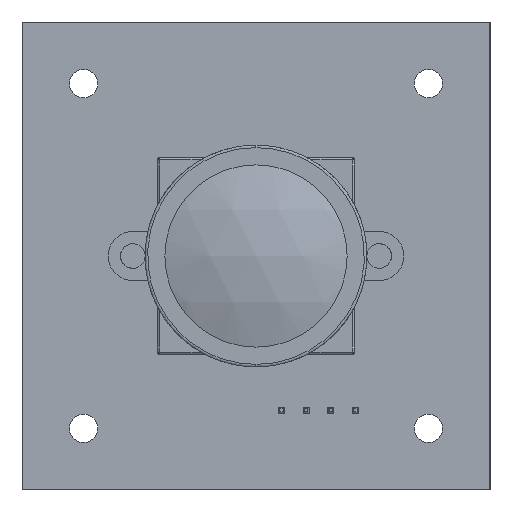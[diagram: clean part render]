
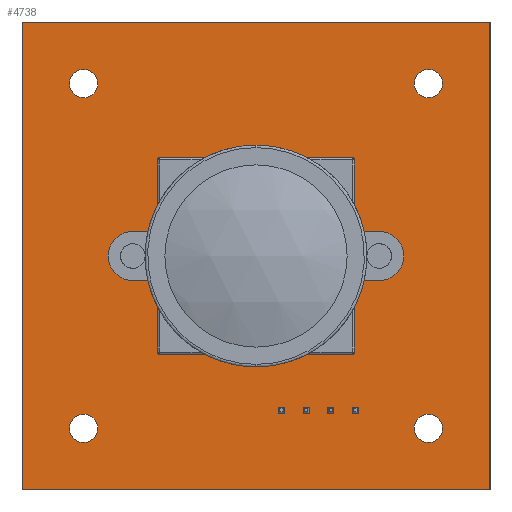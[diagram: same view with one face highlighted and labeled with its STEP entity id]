
A CAD part, front view. The second image highlights one B-rep face of the part: STEP entity #4738.
In plain terms, the highlighted face is planar.
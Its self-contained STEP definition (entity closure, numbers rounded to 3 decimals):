
#84=CIRCLE('',#5036,0.2);
#87=CIRCLE('',#5042,0.2);
#88=CIRCLE('',#5045,2.);
#89=CIRCLE('',#5047,1.15);
#91=CIRCLE('',#5050,1.15);
#93=CIRCLE('',#5053,1.15);
#95=CIRCLE('',#5056,1.15);
#110=CIRCLE('',#5081,0.2);
#111=CIRCLE('',#5082,0.2);
#112=CIRCLE('',#5083,0.2);
#113=CIRCLE('',#5084,2.);
#114=CIRCLE('',#5085,0.2);
#115=CIRCLE('',#5086,0.2);
#116=CIRCLE('',#5087,0.2);
#211=FACE_BOUND('',#756,.T.);
#212=FACE_BOUND('',#757,.T.);
#213=FACE_BOUND('',#758,.T.);
#214=FACE_BOUND('',#759,.T.);
#215=FACE_BOUND('',#760,.T.);
#464=FACE_OUTER_BOUND('',#755,.T.);
#755=EDGE_LOOP('',(#3905,#3906,#3907,#3908));
#756=EDGE_LOOP('',(#3909));
#757=EDGE_LOOP('',(#3910));
#758=EDGE_LOOP('',(#3911));
#759=EDGE_LOOP('',(#3912));
#760=EDGE_LOOP('',(#3913,#3914,#3915,#3916,#3917,#3918,#3919,#3920,#3921,
#3922,#3923,#3924,#3925,#3926,#3927,#3928,#3929,#3930,#3931,#3932));
#1246=LINE('',#7589,#1765);
#1249=LINE('',#7594,#1768);
#1253=LINE('',#7607,#1772);
#1272=LINE('',#8730,#1791);
#1273=LINE('',#8732,#1792);
#1274=LINE('',#8734,#1793);
#1275=LINE('',#8735,#1794);
#1276=LINE('',#8737,#1795);
#1277=LINE('',#8742,#1796);
#1278=LINE('',#8745,#1797);
#1279=LINE('',#8747,#1798);
#1280=LINE('',#8751,#1799);
#1281=LINE('',#8755,#1800);
#1282=LINE('',#8759,#1801);
#1765=VECTOR('',#5977,1000.);
#1768=VECTOR('',#5980,1000.);
#1772=VECTOR('',#5996,1000.);
#1791=VECTOR('',#6089,1000.);
#1792=VECTOR('',#6090,1000.);
#1793=VECTOR('',#6091,1000.);
#1794=VECTOR('',#6092,1000.);
#1795=VECTOR('',#6093,1000.);
#1796=VECTOR('',#6098,1000.);
#1797=VECTOR('',#6101,1000.);
#1798=VECTOR('',#6102,1000.);
#1799=VECTOR('',#6105,1000.);
#1800=VECTOR('',#6108,1000.);
#1801=VECTOR('',#6111,1000.);
#2162=VERTEX_POINT('',#7559);
#2163=VERTEX_POINT('',#7561);
#2170=VERTEX_POINT('',#7586);
#2171=VERTEX_POINT('',#7588);
#2172=VERTEX_POINT('',#7591);
#2173=VERTEX_POINT('',#7593);
#2175=VERTEX_POINT('',#7601);
#2176=VERTEX_POINT('',#7605);
#2177=VERTEX_POINT('',#7609);
#2178=VERTEX_POINT('',#7613);
#2180=VERTEX_POINT('',#7619);
#2182=VERTEX_POINT('',#7625);
#2184=VERTEX_POINT('',#7631);
#2217=VERTEX_POINT('',#8728);
#2218=VERTEX_POINT('',#8729);
#2219=VERTEX_POINT('',#8731);
#2220=VERTEX_POINT('',#8733);
#2221=VERTEX_POINT('',#8736);
#2222=VERTEX_POINT('',#8739);
#2223=VERTEX_POINT('',#8741);
#2224=VERTEX_POINT('',#8743);
#2225=VERTEX_POINT('',#8746);
#2226=VERTEX_POINT('',#8748);
#2227=VERTEX_POINT('',#8750);
#2228=VERTEX_POINT('',#8752);
#2229=VERTEX_POINT('',#8754);
#2230=VERTEX_POINT('',#8756);
#2231=VERTEX_POINT('',#8758);
#2737=EDGE_CURVE('',#2163,#2162,#84,.T.);
#2745=EDGE_CURVE('',#2170,#2171,#1246,.T.);
#2748=EDGE_CURVE('',#2172,#2173,#1249,.T.);
#2753=EDGE_CURVE('',#2172,#2175,#87,.T.);
#2755=EDGE_CURVE('',#2176,#2175,#1253,.T.);
#2757=EDGE_CURVE('',#2177,#2176,#88,.T.);
#2758=EDGE_CURVE('',#2178,#2178,#89,.T.);
#2761=EDGE_CURVE('',#2180,#2180,#91,.T.);
#2764=EDGE_CURVE('',#2182,#2182,#93,.T.);
#2767=EDGE_CURVE('',#2184,#2184,#95,.T.);
#2810=EDGE_CURVE('',#2217,#2218,#1272,.T.);
#2811=EDGE_CURVE('',#2218,#2219,#1273,.T.);
#2812=EDGE_CURVE('',#2219,#2220,#1274,.T.);
#2813=EDGE_CURVE('',#2220,#2217,#1275,.T.);
#2814=EDGE_CURVE('',#2221,#2177,#1276,.T.);
#2815=EDGE_CURVE('',#2221,#2171,#110,.T.);
#2816=EDGE_CURVE('',#2170,#2222,#111,.T.);
#2817=EDGE_CURVE('',#2223,#2222,#1277,.T.);
#2818=EDGE_CURVE('',#2223,#2224,#112,.T.);
#2819=EDGE_CURVE('',#2163,#2224,#1278,.T.);
#2820=EDGE_CURVE('',#2225,#2162,#1279,.T.);
#2821=EDGE_CURVE('',#2226,#2225,#113,.T.);
#2822=EDGE_CURVE('',#2227,#2226,#1280,.T.);
#2823=EDGE_CURVE('',#2227,#2228,#114,.T.);
#2824=EDGE_CURVE('',#2229,#2228,#1281,.T.);
#2825=EDGE_CURVE('',#2229,#2230,#115,.T.);
#2826=EDGE_CURVE('',#2231,#2230,#1282,.T.);
#2827=EDGE_CURVE('',#2231,#2173,#116,.T.);
#3905=ORIENTED_EDGE('',*,*,#2810,.T.);
#3906=ORIENTED_EDGE('',*,*,#2811,.T.);
#3907=ORIENTED_EDGE('',*,*,#2812,.T.);
#3908=ORIENTED_EDGE('',*,*,#2813,.T.);
#3909=ORIENTED_EDGE('',*,*,#2758,.T.);
#3910=ORIENTED_EDGE('',*,*,#2761,.T.);
#3911=ORIENTED_EDGE('',*,*,#2764,.T.);
#3912=ORIENTED_EDGE('',*,*,#2767,.T.);
#3913=ORIENTED_EDGE('',*,*,#2814,.F.);
#3914=ORIENTED_EDGE('',*,*,#2815,.T.);
#3915=ORIENTED_EDGE('',*,*,#2745,.F.);
#3916=ORIENTED_EDGE('',*,*,#2816,.T.);
#3917=ORIENTED_EDGE('',*,*,#2817,.F.);
#3918=ORIENTED_EDGE('',*,*,#2818,.T.);
#3919=ORIENTED_EDGE('',*,*,#2819,.F.);
#3920=ORIENTED_EDGE('',*,*,#2737,.T.);
#3921=ORIENTED_EDGE('',*,*,#2820,.F.);
#3922=ORIENTED_EDGE('',*,*,#2821,.F.);
#3923=ORIENTED_EDGE('',*,*,#2822,.F.);
#3924=ORIENTED_EDGE('',*,*,#2823,.T.);
#3925=ORIENTED_EDGE('',*,*,#2824,.F.);
#3926=ORIENTED_EDGE('',*,*,#2825,.T.);
#3927=ORIENTED_EDGE('',*,*,#2826,.F.);
#3928=ORIENTED_EDGE('',*,*,#2827,.T.);
#3929=ORIENTED_EDGE('',*,*,#2748,.F.);
#3930=ORIENTED_EDGE('',*,*,#2753,.T.);
#3931=ORIENTED_EDGE('',*,*,#2755,.F.);
#3932=ORIENTED_EDGE('',*,*,#2757,.F.);
#4494=PLANE('',#5080);
#4738=ADVANCED_FACE('',(#464,#211,#212,#213,#214,#215),#4494,.T.);
#5036=AXIS2_PLACEMENT_3D('',#7562,#5968,#5969);
#5042=AXIS2_PLACEMENT_3D('',#7603,#5991,#5992);
#5045=AXIS2_PLACEMENT_3D('',#7611,#6000,#6001);
#5047=AXIS2_PLACEMENT_3D('',#7614,#6004,#6005);
#5050=AXIS2_PLACEMENT_3D('',#7620,#6011,#6012);
#5053=AXIS2_PLACEMENT_3D('',#7626,#6018,#6019);
#5056=AXIS2_PLACEMENT_3D('',#7632,#6025,#6026);
#5080=AXIS2_PLACEMENT_3D('',#8727,#6087,#6088);
#5081=AXIS2_PLACEMENT_3D('',#8738,#6094,#6095);
#5082=AXIS2_PLACEMENT_3D('',#8740,#6096,#6097);
#5083=AXIS2_PLACEMENT_3D('',#8744,#6099,#6100);
#5084=AXIS2_PLACEMENT_3D('',#8749,#6103,#6104);
#5085=AXIS2_PLACEMENT_3D('',#8753,#6106,#6107);
#5086=AXIS2_PLACEMENT_3D('',#8757,#6109,#6110);
#5087=AXIS2_PLACEMENT_3D('',#8760,#6112,#6113);
#5968=DIRECTION('center_axis',(0.,1.,0.));
#5969=DIRECTION('ref_axis',(0.,0.,1.));
#5977=DIRECTION('',(0.,0.,1.));
#5980=DIRECTION('',(0.,0.,1.));
#5991=DIRECTION('center_axis',(0.,1.,0.));
#5992=DIRECTION('ref_axis',(0.,0.,1.));
#5996=DIRECTION('',(1.,0.,0.));
#6000=DIRECTION('center_axis',(0.,1.,0.));
#6001=DIRECTION('ref_axis',(0.,0.,-1.));
#6004=DIRECTION('center_axis',(0.,-1.,0.));
#6005=DIRECTION('ref_axis',(-1.,0.,0.));
#6011=DIRECTION('center_axis',(0.,-1.,0.));
#6012=DIRECTION('ref_axis',(-1.,0.,0.));
#6018=DIRECTION('center_axis',(0.,-1.,0.));
#6019=DIRECTION('ref_axis',(-1.,0.,0.));
#6025=DIRECTION('center_axis',(0.,-1.,0.));
#6026=DIRECTION('ref_axis',(-1.,0.,0.));
#6087=DIRECTION('center_axis',(0.,1.,0.));
#6088=DIRECTION('ref_axis',(0.,0.,1.));
#6089=DIRECTION('',(-1.,0.,0.));
#6090=DIRECTION('',(0.,0.,1.));
#6091=DIRECTION('',(1.,0.,0.));
#6092=DIRECTION('',(0.,0.,-1.));
#6093=DIRECTION('',(-1.,0.,0.));
#6094=DIRECTION('center_axis',(0.,1.,0.));
#6095=DIRECTION('ref_axis',(0.,0.,1.));
#6096=DIRECTION('center_axis',(0.,-1.,0.));
#6097=DIRECTION('ref_axis',(0.,0.,1.));
#6098=DIRECTION('',(-1.,0.,0.));
#6099=DIRECTION('center_axis',(0.,-1.,0.));
#6100=DIRECTION('ref_axis',(0.,0.,1.));
#6101=DIRECTION('',(0.,0.,-1.));
#6102=DIRECTION('',(-1.,0.,0.));
#6103=DIRECTION('center_axis',(0.,1.,0.));
#6104=DIRECTION('ref_axis',(0.,0.,1.));
#6105=DIRECTION('',(1.,0.,0.));
#6106=DIRECTION('center_axis',(0.,1.,0.));
#6107=DIRECTION('ref_axis',(0.,0.,1.));
#6108=DIRECTION('',(0.,0.,-1.));
#6109=DIRECTION('center_axis',(0.,-1.,0.));
#6110=DIRECTION('ref_axis',(0.,0.,1.));
#6111=DIRECTION('',(1.,0.,0.));
#6112=DIRECTION('center_axis',(0.,-1.,0.));
#6113=DIRECTION('ref_axis',(0.,0.,1.));
#7559=CARTESIAN_POINT('',(8.2,0.75,-2.));
#7561=CARTESIAN_POINT('',(8.,0.75,-2.2));
#7562=CARTESIAN_POINT('Origin',(8.2,0.75,-2.2));
#7586=CARTESIAN_POINT('',(-8.,0.75,-7.8));
#7588=CARTESIAN_POINT('',(-8.,0.75,-2.2));
#7589=CARTESIAN_POINT('',(-8.,0.75,-8.));
#7591=CARTESIAN_POINT('',(-8.,0.75,2.2));
#7593=CARTESIAN_POINT('',(-8.,0.75,7.8));
#7594=CARTESIAN_POINT('',(-8.,0.75,-8.));
#7601=CARTESIAN_POINT('',(-8.2,0.75,2.));
#7603=CARTESIAN_POINT('Origin',(-8.2,0.75,2.2));
#7605=CARTESIAN_POINT('',(-10.,0.75,2.));
#7607=CARTESIAN_POINT('',(-10.,0.75,2.));
#7609=CARTESIAN_POINT('',(-10.,0.75,-2.));
#7611=CARTESIAN_POINT('Origin',(-10.,0.75,0.));
#7613=CARTESIAN_POINT('',(-12.85,0.75,14.));
#7614=CARTESIAN_POINT('Origin',(-14.,0.75,14.));
#7619=CARTESIAN_POINT('',(-12.85,0.75,-14.));
#7620=CARTESIAN_POINT('Origin',(-14.,0.75,-14.));
#7625=CARTESIAN_POINT('',(15.15,0.75,14.));
#7626=CARTESIAN_POINT('Origin',(14.,0.75,14.));
#7631=CARTESIAN_POINT('',(15.15,0.75,-14.));
#7632=CARTESIAN_POINT('Origin',(14.,0.75,-14.));
#8727=CARTESIAN_POINT('Origin',(0.,0.75,0.));
#8728=CARTESIAN_POINT('',(19.,0.75,-19.));
#8729=CARTESIAN_POINT('',(-19.,0.75,-19.));
#8730=CARTESIAN_POINT('',(-19.,0.75,-19.));
#8731=CARTESIAN_POINT('',(-19.,0.75,19.));
#8732=CARTESIAN_POINT('',(-19.,0.75,-19.));
#8733=CARTESIAN_POINT('',(19.,0.75,19.));
#8734=CARTESIAN_POINT('',(-19.,0.75,19.));
#8735=CARTESIAN_POINT('',(19.,0.75,-19.));
#8736=CARTESIAN_POINT('',(-8.2,0.75,-2.));
#8737=CARTESIAN_POINT('',(-10.,0.75,-2.));
#8738=CARTESIAN_POINT('Origin',(-8.2,0.75,-2.2));
#8739=CARTESIAN_POINT('',(-7.8,0.75,-8.));
#8740=CARTESIAN_POINT('Origin',(-7.8,0.75,-7.8));
#8741=CARTESIAN_POINT('',(7.8,0.75,-8.));
#8742=CARTESIAN_POINT('',(8.,0.75,-8.));
#8743=CARTESIAN_POINT('',(8.,0.75,-7.8));
#8744=CARTESIAN_POINT('Origin',(7.8,0.75,-7.8));
#8745=CARTESIAN_POINT('',(8.,0.75,-8.));
#8746=CARTESIAN_POINT('',(10.,0.75,-2.));
#8747=CARTESIAN_POINT('',(-10.,0.75,-2.));
#8748=CARTESIAN_POINT('',(10.,0.75,2.));
#8749=CARTESIAN_POINT('Origin',(10.,0.75,0.));
#8750=CARTESIAN_POINT('',(8.2,0.75,2.));
#8751=CARTESIAN_POINT('',(-10.,0.75,2.));
#8752=CARTESIAN_POINT('',(8.,0.75,2.2));
#8753=CARTESIAN_POINT('Origin',(8.2,0.75,2.2));
#8754=CARTESIAN_POINT('',(8.,0.75,7.8));
#8755=CARTESIAN_POINT('',(8.,0.75,-8.));
#8756=CARTESIAN_POINT('',(7.8,0.75,8.));
#8757=CARTESIAN_POINT('Origin',(7.8,0.75,7.8));
#8758=CARTESIAN_POINT('',(-7.8,0.75,8.));
#8759=CARTESIAN_POINT('',(8.,0.75,8.));
#8760=CARTESIAN_POINT('Origin',(-7.8,0.75,7.8));
